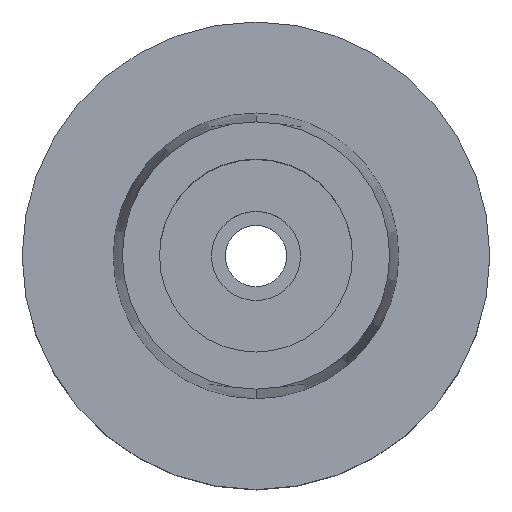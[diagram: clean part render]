
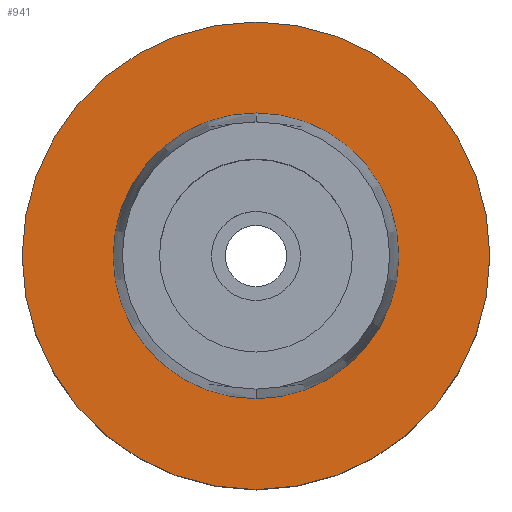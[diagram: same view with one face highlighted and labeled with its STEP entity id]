
A CAD part, top view. The second image highlights one B-rep face of the part: STEP entity #941.
In plain terms, the highlighted planar face has unit normal (0, 0, 1).
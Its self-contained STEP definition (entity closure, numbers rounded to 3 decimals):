
#148 = CARTESIAN_POINT ( 'NONE',  ( 0., 0., 0. ) ) ;
#236 = AXIS2_PLACEMENT_3D ( 'NONE', #148, #2730, #802 ) ;
#247 = CARTESIAN_POINT ( 'NONE',  ( 0., 0., 0. ) ) ;
#260 = CARTESIAN_POINT ( 'NONE',  ( 0., -31.5, 0. ) ) ;
#263 = CARTESIAN_POINT ( 'NONE',  ( 0., 0., 0. ) ) ;
#324 = CIRCLE ( 'NONE', #2112, 19.25 ) ;
#353 = DIRECTION ( 'NONE',  ( 0., 0., -1. ) ) ;
#463 = EDGE_CURVE ( 'NONE', #2680, #1583, #1461, .T. ) ;
#501 = DIRECTION ( 'NONE',  ( 0., 1., 0. ) ) ;
#526 = DIRECTION ( 'NONE',  ( 0., 0., 1. ) ) ;
#802 = DIRECTION ( 'NONE',  ( 1., 0., 0. ) ) ;
#807 = EDGE_CURVE ( 'NONE', #1637, #1646, #324, .T. ) ;
#941 = ADVANCED_FACE ( 'NONE', ( #1617, #2235 ), #1192, .T. ) ;
#972 = DIRECTION ( 'NONE',  ( 0., 0., 1. ) ) ;
#1027 = AXIS2_PLACEMENT_3D ( 'NONE', #2450, #526, #2635 ) ;
#1046 = CARTESIAN_POINT ( 'NONE',  ( 0., 0., 0. ) ) ;
#1192 = PLANE ( 'NONE',  #236 ) ;
#1289 = AXIS2_PLACEMENT_3D ( 'NONE', #247, #1570, #2176 ) ;
#1381 = ORIENTED_EDGE ( 'NONE', *, *, #463, .F. ) ;
#1391 = CARTESIAN_POINT ( 'NONE',  ( 0., 19.25, 0. ) ) ;
#1402 = CARTESIAN_POINT ( 'NONE',  ( 0., 31.5, 0. ) ) ;
#1461 = CIRCLE ( 'NONE', #2528, 31.5 ) ;
#1570 = DIRECTION ( 'NONE',  ( 0., 0., -1. ) ) ;
#1583 = VERTEX_POINT ( 'NONE', #260 ) ;
#1617 = FACE_OUTER_BOUND ( 'NONE', #2766, .T. ) ;
#1637 = VERTEX_POINT ( 'NONE', #1391 ) ;
#1646 = VERTEX_POINT ( 'NONE', #2423 ) ;
#1694 = DIRECTION ( 'NONE',  ( 0., 1., 0. ) ) ;
#1939 = EDGE_CURVE ( 'NONE', #1646, #1637, #2298, .T. ) ;
#2112 = AXIS2_PLACEMENT_3D ( 'NONE', #263, #972, #501 ) ;
#2176 = DIRECTION ( 'NONE',  ( 0., -1., 0. ) ) ;
#2184 = ORIENTED_EDGE ( 'NONE', *, *, #2627, .F. ) ;
#2204 = ORIENTED_EDGE ( 'NONE', *, *, #807, .F. ) ;
#2235 = FACE_BOUND ( 'NONE', #2306, .T. ) ;
#2298 = CIRCLE ( 'NONE', #1027, 19.25 ) ;
#2306 = EDGE_LOOP ( 'NONE', ( #2204, #2565 ) ) ;
#2423 = CARTESIAN_POINT ( 'NONE',  ( 0., -19.25, 0. ) ) ;
#2450 = CARTESIAN_POINT ( 'NONE',  ( 0., 0., 0. ) ) ;
#2528 = AXIS2_PLACEMENT_3D ( 'NONE', #1046, #353, #1694 ) ;
#2565 = ORIENTED_EDGE ( 'NONE', *, *, #1939, .F. ) ;
#2572 = CIRCLE ( 'NONE', #1289, 31.5 ) ;
#2627 = EDGE_CURVE ( 'NONE', #1583, #2680, #2572, .T. ) ;
#2635 = DIRECTION ( 'NONE',  ( 0., -1., 0. ) ) ;
#2680 = VERTEX_POINT ( 'NONE', #1402 ) ;
#2730 = DIRECTION ( 'NONE',  ( 0., 0., 1. ) ) ;
#2766 = EDGE_LOOP ( 'NONE', ( #1381, #2184 ) ) ;
